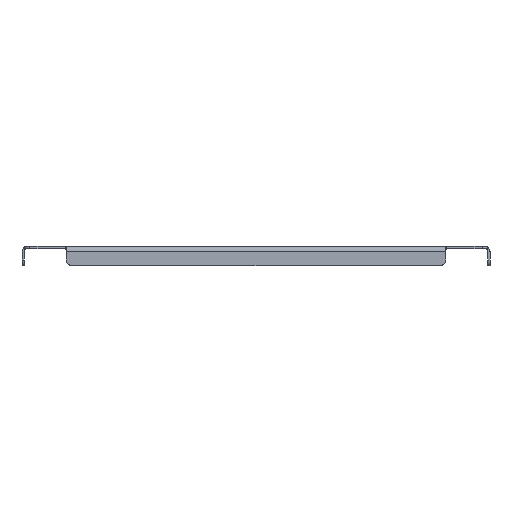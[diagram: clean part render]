
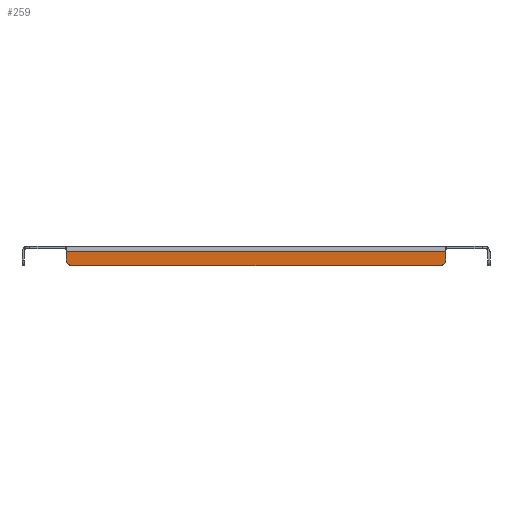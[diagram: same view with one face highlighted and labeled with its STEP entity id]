
A CAD part, front view. The second image highlights one B-rep face of the part: STEP entity #259.
In plain terms, the highlighted planar face has unit normal (0, -1, 0).
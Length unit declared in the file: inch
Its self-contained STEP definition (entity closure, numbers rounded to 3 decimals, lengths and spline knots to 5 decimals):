
#48 = AXIS2_PLACEMENT_3D ( 'NONE', #1195, #2408, #2195 ) ;
#53 = ORIENTED_EDGE ( 'NONE', *, *, #2907, .F. ) ;
#116 = EDGE_CURVE ( 'NONE', #2607, #367, #2207, .T. ) ;
#152 = DIRECTION ( 'NONE',  ( 0., 0., 1. ) ) ;
#161 = DIRECTION ( 'NONE',  ( -1., 0., 0. ) ) ;
#189 = EDGE_LOOP ( 'NONE', ( #53, #1218, #1906, #2840, #2849, #1062 ) ) ;
#227 = PLANE ( 'NONE',  #419 ) ;
#259 = ADVANCED_FACE ( 'NONE', ( #2471 ), #227, .T. ) ;
#367 = VERTEX_POINT ( 'NONE', #2652 ) ;
#419 = AXIS2_PLACEMENT_3D ( 'NONE', #734, #718, #996 ) ;
#556 = VERTEX_POINT ( 'NONE', #1446 ) ;
#589 = EDGE_CURVE ( 'NONE', #2259, #2607, #2071, .T. ) ;
#603 = CARTESIAN_POINT ( 'NONE',  ( 8.49175, -10.47075, -0.55225 ) ) ;
#718 = DIRECTION ( 'NONE',  ( 0., -1., 0. ) ) ;
#734 = CARTESIAN_POINT ( 'NONE',  ( -10.36675, -10.47075, 0. ) ) ;
#740 = VERTEX_POINT ( 'NONE', #2533 ) ;
#743 = LINE ( 'NONE', #1230, #1235 ) ;
#747 = DIRECTION ( 'NONE',  ( 0., 1., 0. ) ) ;
#764 = VECTOR ( 'NONE', #2588, 39.37008 ) ;
#780 = VECTOR ( 'NONE', #161, 39.37008 ) ;
#959 = CARTESIAN_POINT ( 'NONE',  ( 0., -10.47075, -0.858 ) ) ;
#996 = DIRECTION ( 'NONE',  ( 0., 0., -1. ) ) ;
#1062 = ORIENTED_EDGE ( 'NONE', *, *, #2441, .F. ) ;
#1195 = CARTESIAN_POINT ( 'NONE',  ( -8.24175, -10.47075, -0.608 ) ) ;
#1196 = EDGE_CURVE ( 'NONE', #367, #2700, #2294, .T. ) ;
#1218 = ORIENTED_EDGE ( 'NONE', *, *, #1196, .F. ) ;
#1230 = CARTESIAN_POINT ( 'NONE',  ( 8.49175, -10.47075, -0.2465 ) ) ;
#1235 = VECTOR ( 'NONE', #1270, 39.37008 ) ;
#1270 = DIRECTION ( 'NONE',  ( 1., 0., 0. ) ) ;
#1343 = AXIS2_PLACEMENT_3D ( 'NONE', #1713, #747, #2743 ) ;
#1394 = LINE ( 'NONE', #2397, #2820 ) ;
#1446 = CARTESIAN_POINT ( 'NONE',  ( -8.49175, -10.47075, -0.2465 ) ) ;
#1686 = CARTESIAN_POINT ( 'NONE',  ( -8.49175, -10.47075, -0.608 ) ) ;
#1713 = CARTESIAN_POINT ( 'NONE',  ( 8.24175, -10.47075, -0.608 ) ) ;
#1884 = LINE ( 'NONE', #603, #764 ) ;
#1906 = ORIENTED_EDGE ( 'NONE', *, *, #116, .F. ) ;
#2071 = CIRCLE ( 'NONE', #1343, 0.25 ) ;
#2129 = EDGE_CURVE ( 'NONE', #740, #2259, #1884, .T. ) ;
#2195 = DIRECTION ( 'NONE',  ( 0., 0., -1. ) ) ;
#2207 = LINE ( 'NONE', #959, #780 ) ;
#2259 = VERTEX_POINT ( 'NONE', #2927 ) ;
#2294 = CIRCLE ( 'NONE', #48, 0.25 ) ;
#2397 = CARTESIAN_POINT ( 'NONE',  ( -8.49175, -10.47075, -0.55225 ) ) ;
#2408 = DIRECTION ( 'NONE',  ( 0., 1., 0. ) ) ;
#2441 = EDGE_CURVE ( 'NONE', #556, #740, #743, .T. ) ;
#2471 = FACE_OUTER_BOUND ( 'NONE', #189, .T. ) ;
#2533 = CARTESIAN_POINT ( 'NONE',  ( 8.49175, -10.47075, -0.2465 ) ) ;
#2588 = DIRECTION ( 'NONE',  ( 0., 0., -1. ) ) ;
#2607 = VERTEX_POINT ( 'NONE', #3201 ) ;
#2652 = CARTESIAN_POINT ( 'NONE',  ( -8.24175, -10.47075, -0.858 ) ) ;
#2700 = VERTEX_POINT ( 'NONE', #1686 ) ;
#2743 = DIRECTION ( 'NONE',  ( 0., 0., -1. ) ) ;
#2820 = VECTOR ( 'NONE', #152, 39.37008 ) ;
#2840 = ORIENTED_EDGE ( 'NONE', *, *, #589, .F. ) ;
#2849 = ORIENTED_EDGE ( 'NONE', *, *, #2129, .F. ) ;
#2907 = EDGE_CURVE ( 'NONE', #2700, #556, #1394, .T. ) ;
#2927 = CARTESIAN_POINT ( 'NONE',  ( 8.49175, -10.47075, -0.608 ) ) ;
#3201 = CARTESIAN_POINT ( 'NONE',  ( 8.24175, -10.47075, -0.858 ) ) ;
